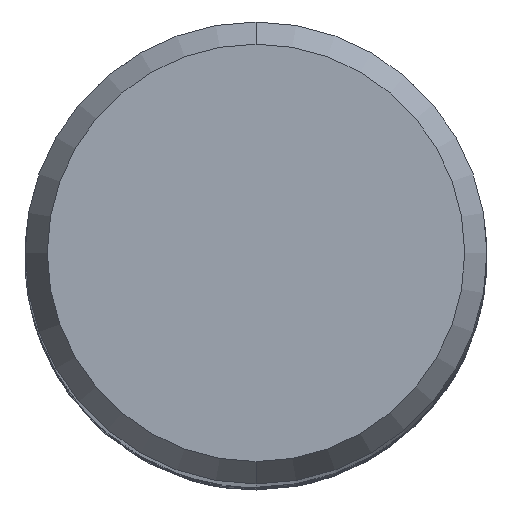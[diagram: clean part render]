
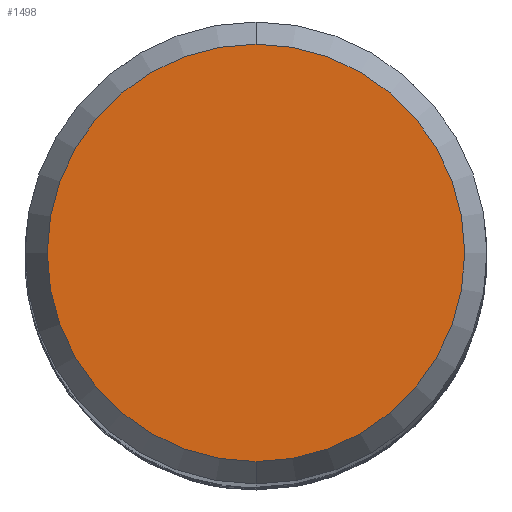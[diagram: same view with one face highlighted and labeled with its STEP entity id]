
A CAD part, top view. The second image highlights one B-rep face of the part: STEP entity #1498.
In plain terms, the highlighted planar face has unit normal (0, 0, 1).
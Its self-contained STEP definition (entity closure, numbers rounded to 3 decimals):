
#824=EDGE_CURVE('',#1154,#886,#1961,.T.);
#886=VERTEX_POINT('',#2025);
#1154=VERTEX_POINT('',#2315);
#1498=ADVANCED_FACE('',(#2691),#2692,.T.);
#1660=EDGE_CURVE('',#886,#1154,#2870,.T.);
#1961=CIRCLE('',#5617,5.423);
#2025=CARTESIAN_POINT('',(0.,-5.423,0.0));
#2315=CARTESIAN_POINT('',(0.0,5.423,0.0));
#2691=FACE_OUTER_BOUND('',#13053,.T.);
#2692=PLANE('',#13054);
#2870=CIRCLE('',#14543,5.423);
#5617=AXIS2_PLACEMENT_3D('',#15319,#15320,#15321);
#13053=EDGE_LOOP('',(#16079,#16080));
#13054=AXIS2_PLACEMENT_3D('',#16081,#16082,#16083);
#14543=AXIS2_PLACEMENT_3D('',#16284,#16285,#16286);
#15319=CARTESIAN_POINT('',(0.0,0.0,0.0));
#15320=DIRECTION('',(0.0,0.0,-1.0));
#15321=DIRECTION('',(0.0,1.0,0.0));
#16079=ORIENTED_EDGE('',*,*,#824,.F.);
#16080=ORIENTED_EDGE('',*,*,#1660,.F.);
#16081=CARTESIAN_POINT('',(0.0,2.711,0.0));
#16082=DIRECTION('',(-0.0,0.0,1.0));
#16083=DIRECTION('',(0.0,-1.0,0.0));
#16284=CARTESIAN_POINT('',(0.0,0.0,0.0));
#16285=DIRECTION('',(0.0,0.0,-1.0));
#16286=DIRECTION('',(0.0,1.0,0.0));
